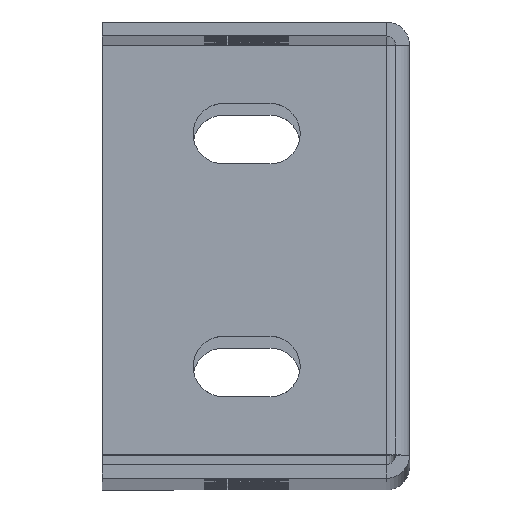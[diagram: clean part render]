
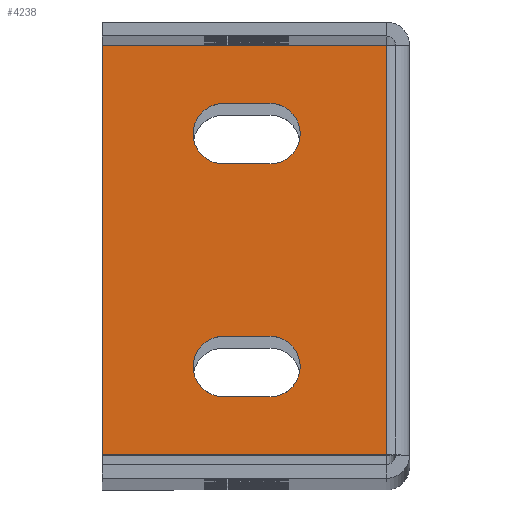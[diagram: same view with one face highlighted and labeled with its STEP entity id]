
A CAD part, top view. The second image highlights one B-rep face of the part: STEP entity #4238.
In plain terms, the highlighted planar face has unit normal (0, 0, 1).
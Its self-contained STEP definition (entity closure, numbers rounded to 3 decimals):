
#128 = EDGE_CURVE ( 'NONE', #2519, #1881, #8226, .T. ) ;
#393 = AXIS2_PLACEMENT_3D ( 'NONE', #14138, #13901, #14006 ) ;
#459 = EDGE_CURVE ( 'NONE', #12303, #12626, #6908, .T. ) ;
#490 = EDGE_CURVE ( 'NONE', #12626, #10491, #6606, .T. ) ;
#554 = LINE ( 'NONE', #15187, #4536 ) ;
#835 = LINE ( 'NONE', #11670, #1072 ) ;
#1072 = VECTOR ( 'NONE', #6873, 1000. ) ;
#1218 = EDGE_CURVE ( 'NONE', #9516, #5524, #3847, .T. ) ;
#1302 = VERTEX_POINT ( 'NONE', #10442 ) ;
#1881 = VERTEX_POINT ( 'NONE', #4841 ) ;
#2157 = CARTESIAN_POINT ( 'NONE',  ( 30.5, -46.5, 721.5 ) ) ;
#2274 = DIRECTION ( 'NONE',  ( 1., 0., 0. ) ) ;
#2519 = VERTEX_POINT ( 'NONE', #15396 ) ;
#3160 = CARTESIAN_POINT ( 'NONE',  ( 18., -40.25, 721.5 ) ) ;
#3847 = LINE ( 'NONE', #11328, #3871 ) ;
#3871 = VECTOR ( 'NONE', #11233, 1000. ) ;
#4214 = VERTEX_POINT ( 'NONE', #7827 ) ;
#4216 = CARTESIAN_POINT ( 'NONE',  ( 18., -33.75, 721.5 ) ) ;
#4226 = AXIS2_PLACEMENT_3D ( 'NONE', #7438, #7378, #7341 ) ;
#4238 = ADVANCED_FACE ( 'NONE', ( #8571, #8510, #8493 ), #7646, .F. ) ;
#4272 = ORIENTED_EDGE ( 'NONE', *, *, #10458, .T. ) ;
#4494 = EDGE_CURVE ( 'NONE', #4214, #14763, #7347, .T. ) ;
#4501 = DIRECTION ( 'NONE',  ( -1., 0., 0. ) ) ;
#4536 = VECTOR ( 'NONE', #15141, 1000. ) ;
#4841 = CARTESIAN_POINT ( 'NONE',  ( 13., -15.25, 721.5 ) ) ;
#5052 = DIRECTION ( 'NONE',  ( 1., 0., 0. ) ) ;
#5125 = EDGE_LOOP ( 'NONE', ( #15924, #16363, #18344, #4272, #17215 ) ) ;
#5317 = CARTESIAN_POINT ( 'NONE',  ( 18., -8.75, 721.5 ) ) ;
#5360 = AXIS2_PLACEMENT_3D ( 'NONE', #7691, #7632, #7627 ) ;
#5423 = CARTESIAN_POINT ( 'NONE',  ( 9.75, -37., 721.5 ) ) ;
#5471 = DIRECTION ( 'NONE',  ( 0., -1., 0. ) ) ;
#5476 = EDGE_LOOP ( 'NONE', ( #14236, #16546, #15486, #16609 ) ) ;
#5524 = VERTEX_POINT ( 'NONE', #2157 ) ;
#5539 = CARTESIAN_POINT ( 'NONE',  ( 30.5, -46.5, 721.5 ) ) ;
#5857 = EDGE_LOOP ( 'NONE', ( #14257, #14344, #14688, #14721, #15156 ) ) ;
#5860 = DIRECTION ( 'NONE',  ( -1., 0., 0. ) ) ;
#5971 = CARTESIAN_POINT ( 'NONE',  ( 13., -33.75, 721.5 ) ) ;
#6147 = DIRECTION ( 'NONE',  ( 0., 0., -1. ) ) ;
#6180 = DIRECTION ( 'NONE',  ( -1., 0., 0. ) ) ;
#6184 = CARTESIAN_POINT ( 'NONE',  ( 18., -33.75, 721.5 ) ) ;
#6207 = CARTESIAN_POINT ( 'NONE',  ( 13., -12., 721.5 ) ) ;
#6393 = EDGE_CURVE ( 'NONE', #12093, #4214, #6547, .T. ) ;
#6417 = EDGE_CURVE ( 'NONE', #6779, #12303, #554, .T. ) ;
#6546 = CARTESIAN_POINT ( 'NONE',  ( 18., -15.25, 721.5 ) ) ;
#6547 = CIRCLE ( 'NONE', #16309, 3.25 ) ;
#6606 = CIRCLE ( 'NONE', #15169, 3.25 ) ;
#6779 = VERTEX_POINT ( 'NONE', #3160 ) ;
#6873 = DIRECTION ( 'NONE',  ( 0., -1., 0. ) ) ;
#6908 = CIRCLE ( 'NONE', #393, 3.25 ) ;
#7096 = DIRECTION ( 'NONE',  ( 0., 0., -1. ) ) ;
#7136 = DIRECTION ( 'NONE',  ( -1., 0., 0. ) ) ;
#7156 = CARTESIAN_POINT ( 'NONE',  ( 0., -2.5, 721.5 ) ) ;
#7218 = VECTOR ( 'NONE', #5052, 1000. ) ;
#7341 = DIRECTION ( 'NONE',  ( 1., 0., 0. ) ) ;
#7347 = LINE ( 'NONE', #5317, #7218 ) ;
#7378 = DIRECTION ( 'NONE',  ( 0., 0., -1. ) ) ;
#7438 = CARTESIAN_POINT ( 'NONE',  ( 18., -37., 721.5 ) ) ;
#7627 = DIRECTION ( 'NONE',  ( -1., 0., 0. ) ) ;
#7632 = DIRECTION ( 'NONE',  ( 0., 0., -1. ) ) ;
#7646 = PLANE ( 'NONE',  #5360 ) ;
#7691 = CARTESIAN_POINT ( 'NONE',  ( 0., 0., 721.5 ) ) ;
#7827 = CARTESIAN_POINT ( 'NONE',  ( 13., -8.75, 721.5 ) ) ;
#7834 = LINE ( 'NONE', #6184, #16542 ) ;
#8077 = AXIS2_PLACEMENT_3D ( 'NONE', #6207, #6147, #6180 ) ;
#8188 = VECTOR ( 'NONE', #5860, 1000. ) ;
#8226 = LINE ( 'NONE', #6546, #8188 ) ;
#8493 = FACE_OUTER_BOUND ( 'NONE', #5476, .T. ) ;
#8510 = FACE_BOUND ( 'NONE', #5125, .T. ) ;
#8514 = CARTESIAN_POINT ( 'NONE',  ( 0., -2.5, 721.5 ) ) ;
#8571 = FACE_BOUND ( 'NONE', #5857, .T. ) ;
#8949 = EDGE_CURVE ( 'NONE', #1302, #18062, #18026, .T. ) ;
#9516 = VERTEX_POINT ( 'NONE', #9839 ) ;
#9839 = CARTESIAN_POINT ( 'NONE',  ( 0., -46.5, 721.5 ) ) ;
#10369 = EDGE_CURVE ( 'NONE', #11826, #6779, #17363, .T. ) ;
#10412 = VECTOR ( 'NONE', #7136, 1000. ) ;
#10442 = CARTESIAN_POINT ( 'NONE',  ( 30.5, -2.5, 721.5 ) ) ;
#10458 = EDGE_CURVE ( 'NONE', #1881, #12093, #18409, .T. ) ;
#10491 = VERTEX_POINT ( 'NONE', #5971 ) ;
#10525 = EDGE_CURVE ( 'NONE', #1302, #5524, #18162, .T. ) ;
#11233 = DIRECTION ( 'NONE',  ( 1., 0., 0. ) ) ;
#11328 = CARTESIAN_POINT ( 'NONE',  ( 0., -46.5, 721.5 ) ) ;
#11533 = CARTESIAN_POINT ( 'NONE',  ( 13., -40.25, 721.5 ) ) ;
#11670 = CARTESIAN_POINT ( 'NONE',  ( 0., 0., 721.5 ) ) ;
#11826 = VERTEX_POINT ( 'NONE', #4216 ) ;
#12093 = VERTEX_POINT ( 'NONE', #14871 ) ;
#12303 = VERTEX_POINT ( 'NONE', #11533 ) ;
#12626 = VERTEX_POINT ( 'NONE', #5423 ) ;
#12683 = DIRECTION ( 'NONE',  ( 0., 0., -1. ) ) ;
#12726 = CARTESIAN_POINT ( 'NONE',  ( 13., -37., 721.5 ) ) ;
#12774 = DIRECTION ( 'NONE',  ( 1., 0., 0. ) ) ;
#13132 = AXIS2_PLACEMENT_3D ( 'NONE', #15358, #7096, #4501 ) ;
#13295 = CARTESIAN_POINT ( 'NONE',  ( 18., -8.75, 721.5 ) ) ;
#13901 = DIRECTION ( 'NONE',  ( 0., 0., -1. ) ) ;
#14006 = DIRECTION ( 'NONE',  ( 1., 0., 0. ) ) ;
#14138 = CARTESIAN_POINT ( 'NONE',  ( 13., -37., 721.5 ) ) ;
#14236 = ORIENTED_EDGE ( 'NONE', *, *, #10525, .F. ) ;
#14257 = ORIENTED_EDGE ( 'NONE', *, *, #6417, .T. ) ;
#14344 = ORIENTED_EDGE ( 'NONE', *, *, #459, .T. ) ;
#14645 = EDGE_CURVE ( 'NONE', #18062, #9516, #835, .T. ) ;
#14688 = ORIENTED_EDGE ( 'NONE', *, *, #490, .T. ) ;
#14721 = ORIENTED_EDGE ( 'NONE', *, *, #16864, .T. ) ;
#14763 = VERTEX_POINT ( 'NONE', #13295 ) ;
#14871 = CARTESIAN_POINT ( 'NONE',  ( 9.75, -12., 721.5 ) ) ;
#15141 = DIRECTION ( 'NONE',  ( -1., 0., 0. ) ) ;
#15156 = ORIENTED_EDGE ( 'NONE', *, *, #10369, .T. ) ;
#15169 = AXIS2_PLACEMENT_3D ( 'NONE', #12726, #12683, #12774 ) ;
#15187 = CARTESIAN_POINT ( 'NONE',  ( 18., -40.25, 721.5 ) ) ;
#15200 = CARTESIAN_POINT ( 'NONE',  ( 13., -12., 721.5 ) ) ;
#15204 = DIRECTION ( 'NONE',  ( 0., 0., -1. ) ) ;
#15240 = DIRECTION ( 'NONE',  ( -1., 0., 0. ) ) ;
#15312 = EDGE_CURVE ( 'NONE', #14763, #2519, #17196, .T. ) ;
#15358 = CARTESIAN_POINT ( 'NONE',  ( 18., -12., 721.5 ) ) ;
#15396 = CARTESIAN_POINT ( 'NONE',  ( 18., -15.25, 721.5 ) ) ;
#15486 = ORIENTED_EDGE ( 'NONE', *, *, #14645, .T. ) ;
#15924 = ORIENTED_EDGE ( 'NONE', *, *, #4494, .T. ) ;
#16309 = AXIS2_PLACEMENT_3D ( 'NONE', #15200, #15204, #15240 ) ;
#16363 = ORIENTED_EDGE ( 'NONE', *, *, #15312, .T. ) ;
#16542 = VECTOR ( 'NONE', #2274, 1000. ) ;
#16546 = ORIENTED_EDGE ( 'NONE', *, *, #8949, .T. ) ;
#16609 = ORIENTED_EDGE ( 'NONE', *, *, #1218, .T. ) ;
#16864 = EDGE_CURVE ( 'NONE', #10491, #11826, #7834, .T. ) ;
#17196 = CIRCLE ( 'NONE', #13132, 3.25 ) ;
#17215 = ORIENTED_EDGE ( 'NONE', *, *, #6393, .T. ) ;
#17363 = CIRCLE ( 'NONE', #4226, 3.25 ) ;
#18026 = LINE ( 'NONE', #7156, #10412 ) ;
#18062 = VERTEX_POINT ( 'NONE', #8514 ) ;
#18162 = LINE ( 'NONE', #5539, #18239 ) ;
#18239 = VECTOR ( 'NONE', #5471, 1000. ) ;
#18344 = ORIENTED_EDGE ( 'NONE', *, *, #128, .T. ) ;
#18409 = CIRCLE ( 'NONE', #8077, 3.25 ) ;
